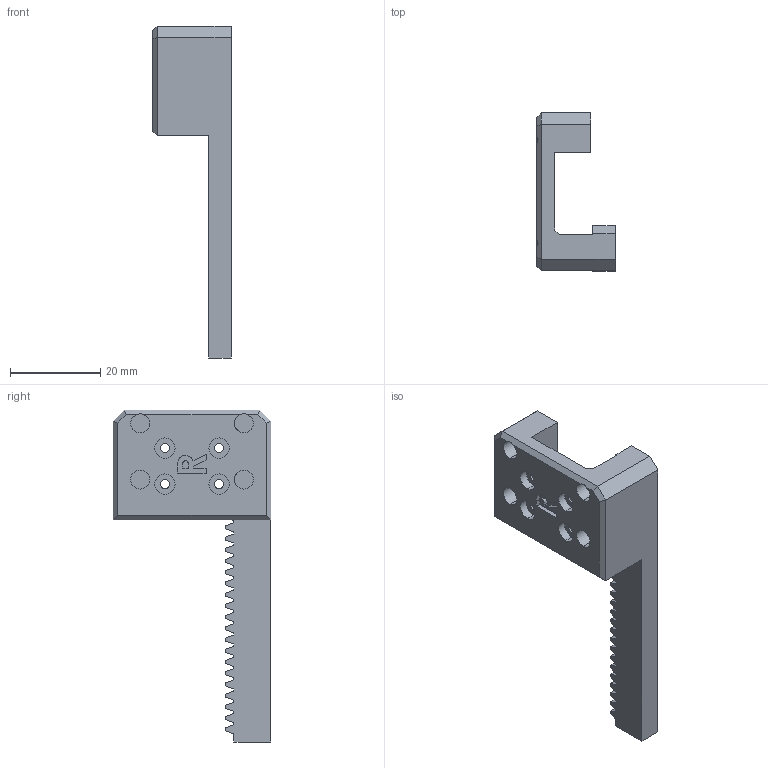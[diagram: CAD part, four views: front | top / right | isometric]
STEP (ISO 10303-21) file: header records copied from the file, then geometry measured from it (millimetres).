
FILE_DESCRIPTION (( 'STEP AP214' ), '1' );
FILE_NAME ('gripper_jaw_100mm_R.STEP', '2025-12-26T14:57:45', ( '' ), ( '' ), 'SwSTEP 2.0', 'SolidWorks 2020', '' );
FILE_SCHEMA (( 'AUTOMOTIVE_DESIGN' ));
Length unit declared in the file: millimetre
Products named in the file (1): gripper_jaw_100mm_R
Bounding box: 17.4 x 35 x 73.66 mm (x, y, z)
Volume: 9397.1 mm3; surface area: 5822.2 mm2
Topology: 1 solids, 1 shells, 186 faces, 534 edges, 354 vertices
Faces by surface type: plane 158, cylinder 24, bspline 4
Entity records: 6354 total; most frequent: CARTESIAN_POINT 1417, ORIENTED_EDGE 1068, DIRECTION 936, EDGE_CURVE 534, VECTOR 470, LINE 470, VERTEX_POINT 354, AXIS2_PLACEMENT_3D 233
